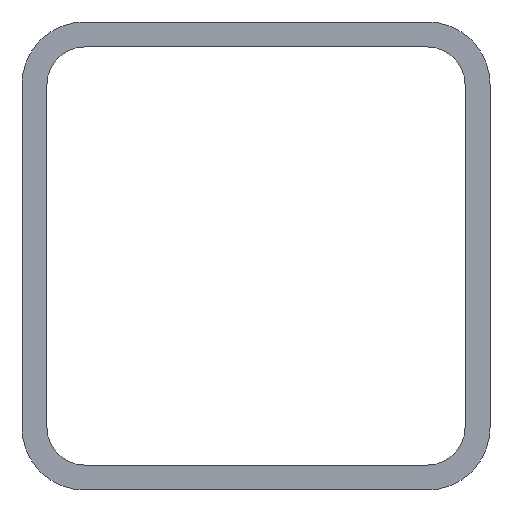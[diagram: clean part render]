
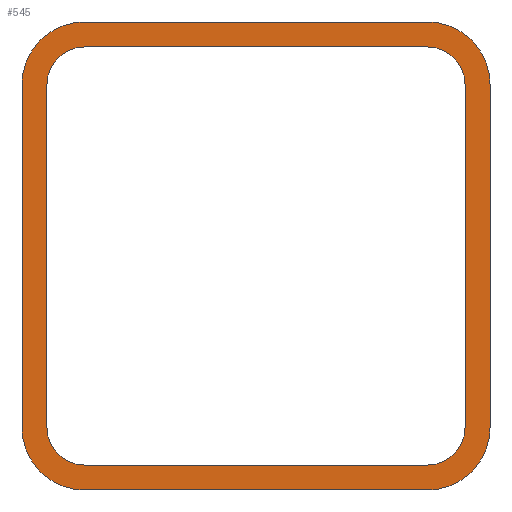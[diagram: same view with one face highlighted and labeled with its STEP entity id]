
A CAD part, left-side view. The second image highlights one B-rep face of the part: STEP entity #545.
In plain terms, the highlighted planar face has unit normal (-1, 0, 0).
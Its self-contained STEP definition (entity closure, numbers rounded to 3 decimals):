
#4 = VECTOR ( 'NONE', #129, 1000. ) ;
#8 = LINE ( 'NONE', #207, #169 ) ;
#22 = VECTOR ( 'NONE', #35, 1000. ) ;
#27 = VERTEX_POINT ( 'NONE', #618 ) ;
#30 = EDGE_CURVE ( 'NONE', #177, #215, #602, .T. ) ;
#35 = DIRECTION ( 'NONE',  ( 0., 0., 1. ) ) ;
#38 = DIRECTION ( 'NONE',  ( -1., 0., 0. ) ) ;
#44 = AXIS2_PLACEMENT_3D ( 'NONE', #387, #81, #344 ) ;
#45 = CARTESIAN_POINT ( 'NONE',  ( -1727., 33.5, 27.5 ) ) ;
#47 = CARTESIAN_POINT ( 'NONE',  ( -1727., -27.5, 33.5 ) ) ;
#51 = VECTOR ( 'NONE', #372, 1000. ) ;
#61 = EDGE_CURVE ( 'NONE', #261, #113, #292, .T. ) ;
#63 = ORIENTED_EDGE ( 'NONE', *, *, #523, .F. ) ;
#66 = EDGE_CURVE ( 'NONE', #116, #622, #586, .T. ) ;
#81 = DIRECTION ( 'NONE',  ( -1., 0., 0. ) ) ;
#91 = CARTESIAN_POINT ( 'NONE',  ( -1727., 27.5, -37.5 ) ) ;
#94 = FACE_BOUND ( 'NONE', #254, .T. ) ;
#97 = PLANE ( 'NONE',  #257 ) ;
#101 = CARTESIAN_POINT ( 'NONE',  ( -1727., -37.5, 27.5 ) ) ;
#113 = VERTEX_POINT ( 'NONE', #335 ) ;
#114 = EDGE_CURVE ( 'NONE', #205, #126, #492, .T. ) ;
#116 = VERTEX_POINT ( 'NONE', #237 ) ;
#119 = ORIENTED_EDGE ( 'NONE', *, *, #465, .F. ) ;
#123 = ORIENTED_EDGE ( 'NONE', *, *, #494, .F. ) ;
#126 = VERTEX_POINT ( 'NONE', #481 ) ;
#129 = DIRECTION ( 'NONE',  ( 0., -1., 0. ) ) ;
#138 = CARTESIAN_POINT ( 'NONE',  ( -1727., 27.5, -37.5 ) ) ;
#149 = DIRECTION ( 'NONE',  ( 0., -1., 0. ) ) ;
#150 = EDGE_CURVE ( 'NONE', #365, #261, #407, .T. ) ;
#152 = LINE ( 'NONE', #363, #362 ) ;
#158 = AXIS2_PLACEMENT_3D ( 'NONE', #395, #247, #350 ) ;
#169 = VECTOR ( 'NONE', #403, 1000. ) ;
#171 = CARTESIAN_POINT ( 'NONE',  ( -1727., 27.5, 33.5 ) ) ;
#175 = CARTESIAN_POINT ( 'NONE',  ( -1727., -33.5, 27.5 ) ) ;
#177 = VERTEX_POINT ( 'NONE', #352 ) ;
#180 = DIRECTION ( 'NONE',  ( 0., 1., 0. ) ) ;
#183 = EDGE_CURVE ( 'NONE', #361, #603, #646, .T. ) ;
#184 = AXIS2_PLACEMENT_3D ( 'NONE', #526, #225, #180 ) ;
#190 = DIRECTION ( 'NONE',  ( 0., 1., 0. ) ) ;
#191 = EDGE_CURVE ( 'NONE', #622, #575, #214, .T. ) ;
#192 = CARTESIAN_POINT ( 'NONE',  ( -1727., 27.5, 27.5 ) ) ;
#195 = DIRECTION ( 'NONE',  ( -1., 0., 0. ) ) ;
#198 = CARTESIAN_POINT ( 'NONE',  ( -1727., -33.5, -27.5 ) ) ;
#205 = VERTEX_POINT ( 'NONE', #217 ) ;
#207 = CARTESIAN_POINT ( 'NONE',  ( -1727., 33.5, -27.5 ) ) ;
#208 = EDGE_LOOP ( 'NONE', ( #266, #426, #518, #339, #355, #621, #221, #357 ) ) ;
#214 = CIRCLE ( 'NONE', #293, 10. ) ;
#215 = VERTEX_POINT ( 'NONE', #616 ) ;
#217 = CARTESIAN_POINT ( 'NONE',  ( -1727., 27.5, 37.5 ) ) ;
#221 = ORIENTED_EDGE ( 'NONE', *, *, #191, .T. ) ;
#225 = DIRECTION ( 'NONE',  ( -1., 0., 0. ) ) ;
#231 = EDGE_CURVE ( 'NONE', #126, #365, #359, .T. ) ;
#237 = CARTESIAN_POINT ( 'NONE',  ( -1727., -37.5, -27.5 ) ) ;
#239 = LINE ( 'NONE', #171, #51 ) ;
#242 = DIRECTION ( 'NONE',  ( 0., 1., 0. ) ) ;
#247 = DIRECTION ( 'NONE',  ( -1., 0., 0. ) ) ;
#249 = LINE ( 'NONE', #639, #582 ) ;
#251 = EDGE_CURVE ( 'NONE', #511, #177, #8, .T. ) ;
#253 = DIRECTION ( 'NONE',  ( 0., -1., 0. ) ) ;
#254 = EDGE_LOOP ( 'NONE', ( #275, #468, #527, #119, #279, #123, #63, #478 ) ) ;
#257 = AXIS2_PLACEMENT_3D ( 'NONE', #192, #294, #242 ) ;
#261 = VERTEX_POINT ( 'NONE', #91 ) ;
#264 = DIRECTION ( 'NONE',  ( 0., -1., 0. ) ) ;
#266 = ORIENTED_EDGE ( 'NONE', *, *, #114, .T. ) ;
#270 = CIRCLE ( 'NONE', #547, 6. ) ;
#273 = DIRECTION ( 'NONE',  ( 0., 0., -1. ) ) ;
#275 = ORIENTED_EDGE ( 'NONE', *, *, #30, .F. ) ;
#279 = ORIENTED_EDGE ( 'NONE', *, *, #183, .F. ) ;
#284 = CIRCLE ( 'NONE', #530, 6. ) ;
#291 = CARTESIAN_POINT ( 'NONE',  ( -1727., 37.5, -27.5 ) ) ;
#292 = LINE ( 'NONE', #138, #4 ) ;
#293 = AXIS2_PLACEMENT_3D ( 'NONE', #546, #443, #264 ) ;
#294 = DIRECTION ( 'NONE',  ( 1., 0., 0. ) ) ;
#295 = CIRCLE ( 'NONE', #474, 10. ) ;
#298 = DIRECTION ( 'NONE',  ( 0., 1., 0. ) ) ;
#325 = VECTOR ( 'NONE', #273, 1000. ) ;
#333 = VERTEX_POINT ( 'NONE', #483 ) ;
#335 = CARTESIAN_POINT ( 'NONE',  ( -1727., -27.5, -37.5 ) ) ;
#339 = ORIENTED_EDGE ( 'NONE', *, *, #61, .T. ) ;
#342 = EDGE_CURVE ( 'NONE', #27, #511, #284, .T. ) ;
#344 = DIRECTION ( 'NONE',  ( 0., -1., 0. ) ) ;
#350 = DIRECTION ( 'NONE',  ( 0., -1., 0. ) ) ;
#352 = CARTESIAN_POINT ( 'NONE',  ( -1727., 33.5, -27.5 ) ) ;
#355 = ORIENTED_EDGE ( 'NONE', *, *, #620, .T. ) ;
#357 = ORIENTED_EDGE ( 'NONE', *, *, #563, .T. ) ;
#359 = LINE ( 'NONE', #498, #325 ) ;
#361 = VERTEX_POINT ( 'NONE', #175 ) ;
#362 = VECTOR ( 'NONE', #149, 1000. ) ;
#363 = CARTESIAN_POINT ( 'NONE',  ( -1727., 27.5, -33.5 ) ) ;
#365 = VERTEX_POINT ( 'NONE', #291 ) ;
#368 = CARTESIAN_POINT ( 'NONE',  ( -1727., 27.5, 27.5 ) ) ;
#372 = DIRECTION ( 'NONE',  ( 0., 1., 0. ) ) ;
#387 = CARTESIAN_POINT ( 'NONE',  ( -1727., 27.5, -27.5 ) ) ;
#392 = AXIS2_PLACEMENT_3D ( 'NONE', #535, #38, #253 ) ;
#395 = CARTESIAN_POINT ( 'NONE',  ( -1727., -27.5, 27.5 ) ) ;
#396 = CARTESIAN_POINT ( 'NONE',  ( -1727., -27.5, -27.5 ) ) ;
#403 = DIRECTION ( 'NONE',  ( 0., 0., -1. ) ) ;
#407 = CIRCLE ( 'NONE', #392, 10. ) ;
#426 = ORIENTED_EDGE ( 'NONE', *, *, #231, .T. ) ;
#432 = CARTESIAN_POINT ( 'NONE',  ( -1727., -37.5, -27.5 ) ) ;
#437 = LINE ( 'NONE', #643, #637 ) ;
#443 = DIRECTION ( 'NONE',  ( -1., 0., 0. ) ) ;
#465 = EDGE_CURVE ( 'NONE', #603, #27, #239, .T. ) ;
#468 = ORIENTED_EDGE ( 'NONE', *, *, #251, .F. ) ;
#474 = AXIS2_PLACEMENT_3D ( 'NONE', #648, #195, #544 ) ;
#478 = ORIENTED_EDGE ( 'NONE', *, *, #626, .F. ) ;
#480 = DIRECTION ( 'NONE',  ( 0., 1., 0. ) ) ;
#481 = CARTESIAN_POINT ( 'NONE',  ( -1727., 37.5, 27.5 ) ) ;
#483 = CARTESIAN_POINT ( 'NONE',  ( -1727., -27.5, -33.5 ) ) ;
#489 = CARTESIAN_POINT ( 'NONE',  ( -1727., -27.5, 37.5 ) ) ;
#492 = CIRCLE ( 'NONE', #184, 10. ) ;
#494 = EDGE_CURVE ( 'NONE', #507, #361, #249, .T. ) ;
#498 = CARTESIAN_POINT ( 'NONE',  ( -1727., 37.5, -27.5 ) ) ;
#507 = VERTEX_POINT ( 'NONE', #198 ) ;
#511 = VERTEX_POINT ( 'NONE', #45 ) ;
#518 = ORIENTED_EDGE ( 'NONE', *, *, #150, .T. ) ;
#523 = EDGE_CURVE ( 'NONE', #333, #507, #270, .T. ) ;
#526 = CARTESIAN_POINT ( 'NONE',  ( -1727., 27.5, 27.5 ) ) ;
#527 = ORIENTED_EDGE ( 'NONE', *, *, #342, .F. ) ;
#530 = AXIS2_PLACEMENT_3D ( 'NONE', #368, #573, #480 ) ;
#535 = CARTESIAN_POINT ( 'NONE',  ( -1727., 27.5, -27.5 ) ) ;
#539 = FACE_OUTER_BOUND ( 'NONE', #208, .T. ) ;
#544 = DIRECTION ( 'NONE',  ( 0., 1., 0. ) ) ;
#545 = ADVANCED_FACE ( 'NONE', ( #539, #94 ), #97, .F. ) ;
#546 = CARTESIAN_POINT ( 'NONE',  ( -1727., -27.5, 27.5 ) ) ;
#547 = AXIS2_PLACEMENT_3D ( 'NONE', #396, #588, #298 ) ;
#563 = EDGE_CURVE ( 'NONE', #575, #205, #437, .T. ) ;
#573 = DIRECTION ( 'NONE',  ( -1., 0., 0. ) ) ;
#575 = VERTEX_POINT ( 'NONE', #489 ) ;
#582 = VECTOR ( 'NONE', #650, 1000. ) ;
#586 = LINE ( 'NONE', #432, #22 ) ;
#588 = DIRECTION ( 'NONE',  ( -1., 0., 0. ) ) ;
#602 = CIRCLE ( 'NONE', #44, 6. ) ;
#603 = VERTEX_POINT ( 'NONE', #47 ) ;
#616 = CARTESIAN_POINT ( 'NONE',  ( -1727., 27.5, -33.5 ) ) ;
#618 = CARTESIAN_POINT ( 'NONE',  ( -1727., 27.5, 33.5 ) ) ;
#620 = EDGE_CURVE ( 'NONE', #113, #116, #295, .T. ) ;
#621 = ORIENTED_EDGE ( 'NONE', *, *, #66, .T. ) ;
#622 = VERTEX_POINT ( 'NONE', #101 ) ;
#626 = EDGE_CURVE ( 'NONE', #215, #333, #152, .T. ) ;
#637 = VECTOR ( 'NONE', #190, 1000. ) ;
#639 = CARTESIAN_POINT ( 'NONE',  ( -1727., -33.5, -27.5 ) ) ;
#643 = CARTESIAN_POINT ( 'NONE',  ( -1727., 27.5, 37.5 ) ) ;
#646 = CIRCLE ( 'NONE', #158, 6. ) ;
#648 = CARTESIAN_POINT ( 'NONE',  ( -1727., -27.5, -27.5 ) ) ;
#650 = DIRECTION ( 'NONE',  ( 0., 0., 1. ) ) ;
